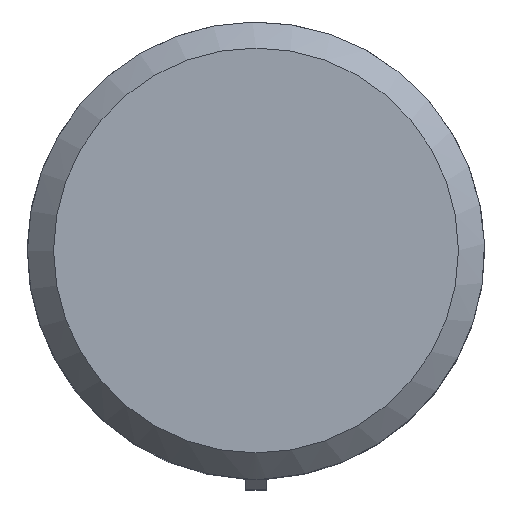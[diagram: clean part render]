
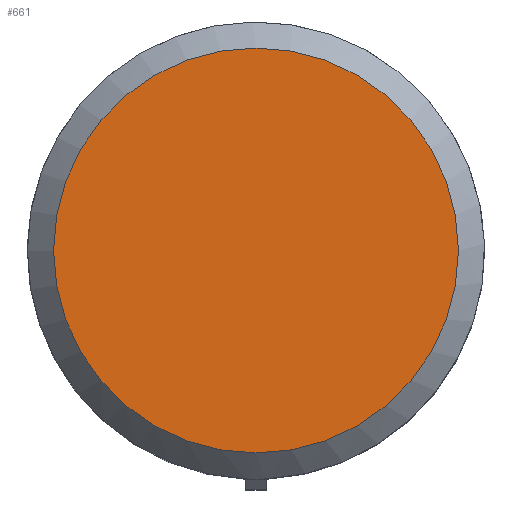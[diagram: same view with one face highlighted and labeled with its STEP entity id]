
A CAD part, top view. The second image highlights one B-rep face of the part: STEP entity #661.
In plain terms, the highlighted planar face has unit normal (0, 0, 1).
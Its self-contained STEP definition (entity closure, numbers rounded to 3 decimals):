
#43=CIRCLE('',#718,15.5);
#84=FACE_OUTER_BOUND('',#126,.T.);
#126=EDGE_LOOP('',(#478));
#290=VERTEX_POINT('',#1044);
#356=EDGE_CURVE('',#290,#290,#43,.T.);
#478=ORIENTED_EDGE('',*,*,#356,.F.);
#634=PLANE('',#725);
#661=ADVANCED_FACE('',(#84),#634,.T.);
#718=AXIS2_PLACEMENT_3D('',#1045,#826,#827);
#725=AXIS2_PLACEMENT_3D('',#1055,#841,#842);
#826=DIRECTION('center_axis',(0.,0.,-1.));
#827=DIRECTION('ref_axis',(1.,0.,0.));
#841=DIRECTION('center_axis',(0.,0.,1.));
#842=DIRECTION('ref_axis',(1.,0.,0.));
#1044=CARTESIAN_POINT('',(-15.5,-45.,2.));
#1045=CARTESIAN_POINT('Origin',(0.,-45.,2.));
#1055=CARTESIAN_POINT('Origin',(0.,-45.,2.));
